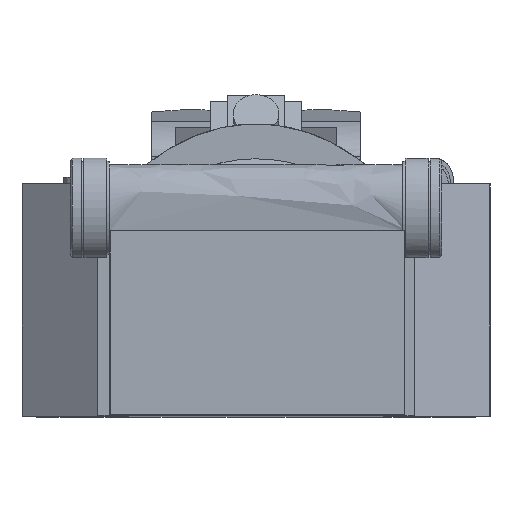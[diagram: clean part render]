
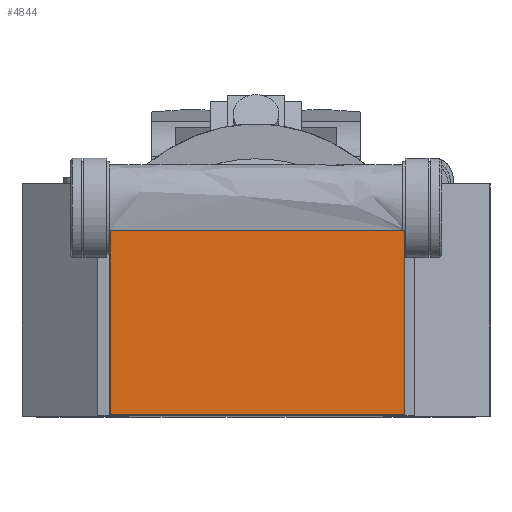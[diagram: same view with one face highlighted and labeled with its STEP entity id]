
A CAD part, top view. The second image highlights one B-rep face of the part: STEP entity #4844.
In plain terms, the highlighted planar face has unit normal (0, 0, 1).
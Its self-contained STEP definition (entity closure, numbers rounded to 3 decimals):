
#356=FACE_OUTER_BOUND('',#643,.T.);
#643=EDGE_LOOP('',(#3208,#3209,#3210,#3211));
#956=LINE('',#6989,#1471);
#960=LINE('',#6998,#1475);
#965=LINE('',#7008,#1480);
#966=LINE('',#7012,#1481);
#1471=VECTOR('',#5594,10.);
#1475=VECTOR('',#5602,14.5);
#1480=VECTOR('',#5609,10.);
#1481=VECTOR('',#5614,14.5);
#1986=VERTEX_POINT('',#6986);
#1987=VERTEX_POINT('',#6988);
#1990=VERTEX_POINT('',#6996);
#1994=VERTEX_POINT('',#7006);
#2463=EDGE_CURVE('',#1987,#1986,#956,.T.);
#2468=EDGE_CURVE('',#1990,#1986,#960,.T.);
#2473=EDGE_CURVE('',#1994,#1990,#965,.T.);
#2475=EDGE_CURVE('',#1987,#1994,#966,.T.);
#3208=ORIENTED_EDGE('',*,*,#2463,.T.);
#3209=ORIENTED_EDGE('',*,*,#2468,.F.);
#3210=ORIENTED_EDGE('',*,*,#2473,.F.);
#3211=ORIENTED_EDGE('',*,*,#2475,.F.);
#4641=PLANE('',#5156);
#4844=ADVANCED_FACE('',(#356),#4641,.T.);
#5156=AXIS2_PLACEMENT_3D('',#7016,#5618,#5619);
#5594=DIRECTION('',(-1.,0.,0.));
#5602=DIRECTION('',(0.,1.,0.));
#5609=DIRECTION('',(-1.,0.,0.));
#5614=DIRECTION('',(0.,-1.,0.));
#5618=DIRECTION('center_axis',(0.,0.,1.));
#5619=DIRECTION('ref_axis',(1.,0.,0.));
#6986=CARTESIAN_POINT('',(-11.263,-11.938,-5.));
#6988=CARTESIAN_POINT('',(11.642,-11.938,-5.));
#6989=CARTESIAN_POINT('',(0.189,-11.938,-5.));
#6996=CARTESIAN_POINT('',(-11.263,-26.249,-5.));
#6998=CARTESIAN_POINT('',(-11.263,-26.249,-5.));
#7006=CARTESIAN_POINT('',(11.642,-26.249,-5.));
#7008=CARTESIAN_POINT('',(0.189,-26.249,-5.));
#7012=CARTESIAN_POINT('',(11.642,-26.249,-5.));
#7016=CARTESIAN_POINT('Origin',(0.189,-26.249,-5.));
